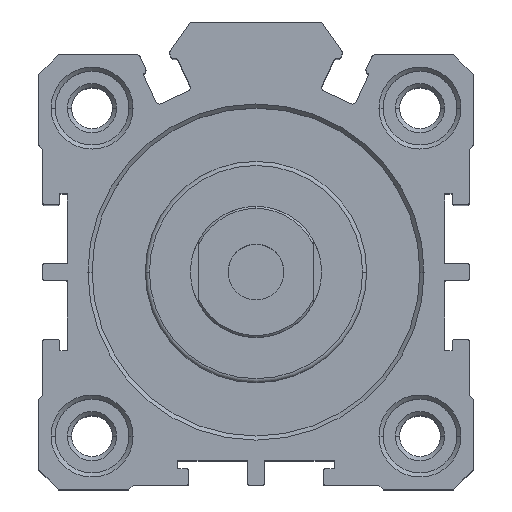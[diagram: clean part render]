
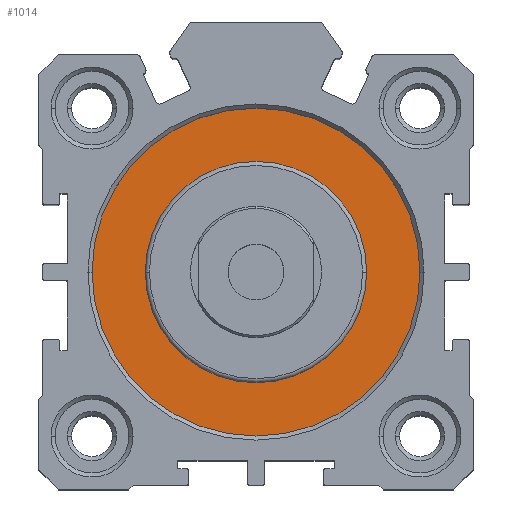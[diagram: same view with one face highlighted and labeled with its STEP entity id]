
A CAD part, top view. The second image highlights one B-rep face of the part: STEP entity #1014.
In plain terms, the highlighted planar face has unit normal (0, 0, 1).
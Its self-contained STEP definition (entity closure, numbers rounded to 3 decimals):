
#58 = DIRECTION ( 'NONE',  ( 0., 0., 1. ) ) ;
#140 = DIRECTION ( 'NONE',  ( 1., 0., 0. ) ) ;
#193 = ORIENTED_EDGE ( 'NONE', *, *, #4149, .T. ) ;
#214 = PLANE ( 'NONE',  #7707 ) ;
#482 = DIRECTION ( 'NONE',  ( 0., 0., 1. ) ) ;
#806 = CARTESIAN_POINT ( 'NONE',  ( 0., 0., 21.2 ) ) ;
#826 = DIRECTION ( 'NONE',  ( 0., 0., 1. ) ) ;
#1014 = ADVANCED_FACE ( 'NONE', ( #1225, #5991 ), #214, .T. ) ;
#1225 = FACE_BOUND ( 'NONE', #4932, .T. ) ;
#1301 = CARTESIAN_POINT ( 'NONE',  ( 0., 0., 21.2 ) ) ;
#1432 = ORIENTED_EDGE ( 'NONE', *, *, #6203, .F. ) ;
#1627 = CIRCLE ( 'NONE', #2099, 13.5 ) ;
#1931 = DIRECTION ( 'NONE',  ( 1., 0., 0. ) ) ;
#2099 = AXIS2_PLACEMENT_3D ( 'NONE', #7529, #3866, #140 ) ;
#2477 = EDGE_CURVE ( 'NONE', #4516, #3813, #5924, .T. ) ;
#2801 = CARTESIAN_POINT ( 'NONE',  ( 13.5, 0., 21.2 ) ) ;
#2916 = AXIS2_PLACEMENT_3D ( 'NONE', #3793, #58, #4433 ) ;
#3793 = CARTESIAN_POINT ( 'NONE',  ( 0., 0., 21.2 ) ) ;
#3813 = VERTEX_POINT ( 'NONE', #7992 ) ;
#3866 = DIRECTION ( 'NONE',  ( 0., 0., 1. ) ) ;
#3949 = CARTESIAN_POINT ( 'NONE',  ( -20., 0., 21.2 ) ) ;
#4149 = EDGE_CURVE ( 'NONE', #3813, #4516, #6283, .T. ) ;
#4227 = CARTESIAN_POINT ( 'NONE',  ( 0., 0., 21.2 ) ) ;
#4367 = EDGE_CURVE ( 'NONE', #7748, #7760, #1627, .T. ) ;
#4433 = DIRECTION ( 'NONE',  ( 1., 0., 0. ) ) ;
#4516 = VERTEX_POINT ( 'NONE', #3949 ) ;
#4844 = DIRECTION ( 'NONE',  ( 1., 0., 0. ) ) ;
#4886 = CIRCLE ( 'NONE', #6813, 13.5 ) ;
#4932 = EDGE_LOOP ( 'NONE', ( #6590, #1432 ) ) ;
#5186 = DIRECTION ( 'NONE',  ( 1., 0., 0. ) ) ;
#5197 = ORIENTED_EDGE ( 'NONE', *, *, #2477, .T. ) ;
#5656 = DIRECTION ( 'NONE',  ( 0., 0., 1. ) ) ;
#5785 = EDGE_LOOP ( 'NONE', ( #193, #5197 ) ) ;
#5866 = CARTESIAN_POINT ( 'NONE',  ( -13.5, 0., 21.2 ) ) ;
#5924 = CIRCLE ( 'NONE', #2916, 20. ) ;
#5991 = FACE_OUTER_BOUND ( 'NONE', #5785, .T. ) ;
#6203 = EDGE_CURVE ( 'NONE', #7760, #7748, #4886, .T. ) ;
#6283 = CIRCLE ( 'NONE', #7777, 20. ) ;
#6590 = ORIENTED_EDGE ( 'NONE', *, *, #4367, .F. ) ;
#6813 = AXIS2_PLACEMENT_3D ( 'NONE', #1301, #5656, #1931 ) ;
#7529 = CARTESIAN_POINT ( 'NONE',  ( 0., 0., 21.2 ) ) ;
#7707 = AXIS2_PLACEMENT_3D ( 'NONE', #806, #826, #5186 ) ;
#7748 = VERTEX_POINT ( 'NONE', #5866 ) ;
#7760 = VERTEX_POINT ( 'NONE', #2801 ) ;
#7777 = AXIS2_PLACEMENT_3D ( 'NONE', #4227, #482, #4844 ) ;
#7992 = CARTESIAN_POINT ( 'NONE',  ( 20., 0., 21.2 ) ) ;
